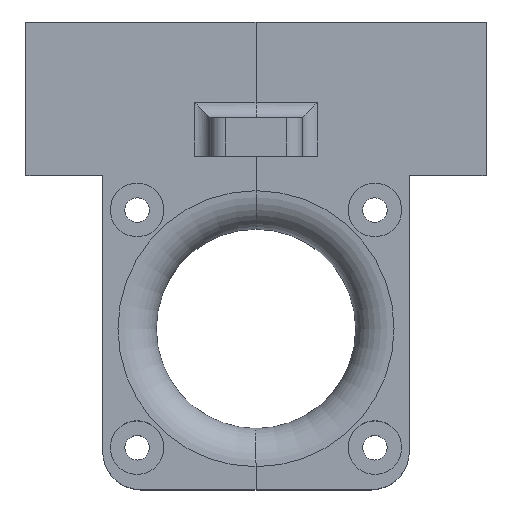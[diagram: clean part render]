
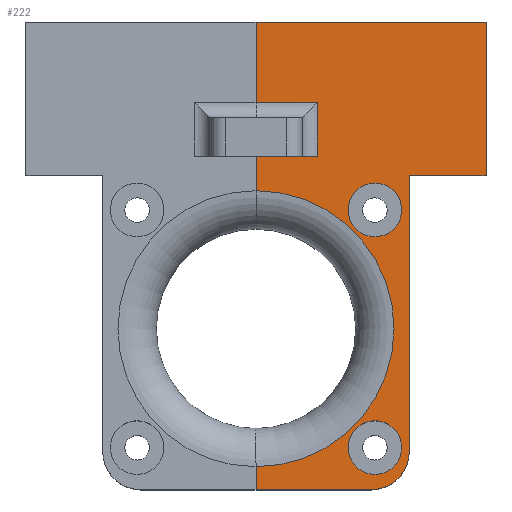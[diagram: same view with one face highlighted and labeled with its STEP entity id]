
A CAD part, top view. The second image highlights one B-rep face of the part: STEP entity #222.
In plain terms, the highlighted planar face has unit normal (0, 0, 1).
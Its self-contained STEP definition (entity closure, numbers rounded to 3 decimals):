
#83 = VERTEX_POINT('',#84);
#84 = CARTESIAN_POINT('',(0.,62.5,20.));
#90 = EDGE_CURVE('',#91,#83,#93,.T.);
#91 = VERTEX_POINT('',#92);
#92 = CARTESIAN_POINT('',(6.,62.5,20.));
#93 = LINE('',#94,#95);
#94 = CARTESIAN_POINT('',(6.,62.5,20.));
#95 = VECTOR('',#96,1.);
#96 = DIRECTION('',(-1.,0.,0.));
#98 = EDGE_CURVE('',#91,#99,#101,.T.);
#99 = VERTEX_POINT('',#100);
#100 = CARTESIAN_POINT('',(8.,62.5,20.));
#101 = LINE('',#102,#103);
#102 = CARTESIAN_POINT('',(9.782,62.5,20.));
#103 = VECTOR('',#104,1.);
#104 = DIRECTION('',(1.,0.,0.));
#178 = VERTEX_POINT('',#179);
#179 = CARTESIAN_POINT('',(8.,69.5,20.));
#188 = EDGE_CURVE('',#178,#99,#189,.T.);
#189 = LINE('',#190,#191);
#190 = CARTESIAN_POINT('',(8.,67.5,20.));
#191 = VECTOR('',#192,1.);
#192 = DIRECTION('',(0.,-1.,0.));
#222 = ADVANCED_FACE('',(#223,#316,#327),#338,.T.);
#223 = FACE_BOUND('',#224,.F.);
#224 = EDGE_LOOP('',(#225,#235,#243,#251,#259,#267,#276,#284,#292,#301,
    #307,#308,#309,#310));
#225 = ORIENTED_EDGE('',*,*,#226,.T.);
#226 = EDGE_CURVE('',#227,#229,#231,.T.);
#227 = VERTEX_POINT('',#228);
#228 = CARTESIAN_POINT('',(0.,69.5,20.));
#229 = VERTEX_POINT('',#230);
#230 = CARTESIAN_POINT('',(0.,80.,20.));
#231 = LINE('',#232,#233);
#232 = CARTESIAN_POINT('',(0.,53.,20.));
#233 = VECTOR('',#234,1.);
#234 = DIRECTION('',(0.,1.,0.));
#235 = ORIENTED_EDGE('',*,*,#236,.T.);
#236 = EDGE_CURVE('',#229,#237,#239,.T.);
#237 = VERTEX_POINT('',#238);
#238 = CARTESIAN_POINT('',(30.,80.,20.));
#239 = LINE('',#240,#241);
#240 = CARTESIAN_POINT('',(0.,80.,20.));
#241 = VECTOR('',#242,1.);
#242 = DIRECTION('',(1.,0.,0.));
#243 = ORIENTED_EDGE('',*,*,#244,.T.);
#244 = EDGE_CURVE('',#237,#245,#247,.T.);
#245 = VERTEX_POINT('',#246);
#246 = CARTESIAN_POINT('',(30.,60.,20.));
#247 = LINE('',#248,#249);
#248 = CARTESIAN_POINT('',(30.,80.,20.));
#249 = VECTOR('',#250,1.);
#250 = DIRECTION('',(-0.,-1.,-0.));
#251 = ORIENTED_EDGE('',*,*,#252,.T.);
#252 = EDGE_CURVE('',#245,#253,#255,.T.);
#253 = VERTEX_POINT('',#254);
#254 = CARTESIAN_POINT('',(20.,60.,20.));
#255 = LINE('',#256,#257);
#256 = CARTESIAN_POINT('',(30.,60.,20.));
#257 = VECTOR('',#258,1.);
#258 = DIRECTION('',(-1.,-0.,-0.));
#259 = ORIENTED_EDGE('',*,*,#260,.T.);
#260 = EDGE_CURVE('',#253,#261,#263,.T.);
#261 = VERTEX_POINT('',#262);
#262 = CARTESIAN_POINT('',(20.,24.,20.));
#263 = LINE('',#264,#265);
#264 = CARTESIAN_POINT('',(20.,60.,20.));
#265 = VECTOR('',#266,1.);
#266 = DIRECTION('',(-0.,-1.,-0.));
#267 = ORIENTED_EDGE('',*,*,#268,.T.);
#268 = EDGE_CURVE('',#261,#269,#271,.T.);
#269 = VERTEX_POINT('',#270);
#270 = CARTESIAN_POINT('',(15.,19.,20.));
#271 = CIRCLE('',#272,5.);
#272 = AXIS2_PLACEMENT_3D('',#273,#274,#275);
#273 = CARTESIAN_POINT('',(15.,24.,20.));
#274 = DIRECTION('',(-0.,-0.,-1.));
#275 = DIRECTION('',(0.,-1.,0.));
#276 = ORIENTED_EDGE('',*,*,#277,.T.);
#277 = EDGE_CURVE('',#269,#278,#280,.T.);
#278 = VERTEX_POINT('',#279);
#279 = CARTESIAN_POINT('',(0.,19.,20.));
#280 = LINE('',#281,#282);
#281 = CARTESIAN_POINT('',(20.,19.,20.));
#282 = VECTOR('',#283,1.);
#283 = DIRECTION('',(-1.,-0.,-0.));
#284 = ORIENTED_EDGE('',*,*,#285,.T.);
#285 = EDGE_CURVE('',#278,#286,#288,.T.);
#286 = VERTEX_POINT('',#287);
#287 = CARTESIAN_POINT('',(0.,22.,20.));
#288 = LINE('',#289,#290);
#289 = CARTESIAN_POINT('',(0.,19.,20.));
#290 = VECTOR('',#291,1.);
#291 = DIRECTION('',(0.,1.,0.));
#292 = ORIENTED_EDGE('',*,*,#293,.T.);
#293 = EDGE_CURVE('',#286,#294,#296,.T.);
#294 = VERTEX_POINT('',#295);
#295 = CARTESIAN_POINT('',(0.,58.,20.));
#296 = CIRCLE('',#297,18.);
#297 = AXIS2_PLACEMENT_3D('',#298,#299,#300);
#298 = CARTESIAN_POINT('',(0.,40.,20.));
#299 = DIRECTION('',(-0.,0.,1.));
#300 = DIRECTION('',(0.,-1.,0.));
#301 = ORIENTED_EDGE('',*,*,#302,.T.);
#302 = EDGE_CURVE('',#294,#83,#303,.T.);
#303 = LINE('',#304,#305);
#304 = CARTESIAN_POINT('',(0.,53.,20.));
#305 = VECTOR('',#306,1.);
#306 = DIRECTION('',(0.,1.,0.));
#307 = ORIENTED_EDGE('',*,*,#90,.F.);
#308 = ORIENTED_EDGE('',*,*,#98,.T.);
#309 = ORIENTED_EDGE('',*,*,#188,.F.);
#310 = ORIENTED_EDGE('',*,*,#311,.F.);
#311 = EDGE_CURVE('',#227,#178,#312,.T.);
#312 = LINE('',#313,#314);
#313 = CARTESIAN_POINT('',(0.,69.5,20.));
#314 = VECTOR('',#315,1.);
#315 = DIRECTION('',(1.,0.,0.));
#316 = FACE_BOUND('',#317,.F.);
#317 = EDGE_LOOP('',(#318));
#318 = ORIENTED_EDGE('',*,*,#319,.T.);
#319 = EDGE_CURVE('',#320,#320,#322,.T.);
#320 = VERTEX_POINT('',#321);
#321 = CARTESIAN_POINT('',(19.,24.5,20.));
#322 = CIRCLE('',#323,3.5);
#323 = AXIS2_PLACEMENT_3D('',#324,#325,#326);
#324 = CARTESIAN_POINT('',(15.5,24.5,20.));
#325 = DIRECTION('',(0.,0.,1.));
#326 = DIRECTION('',(1.,0.,0.));
#327 = FACE_BOUND('',#328,.F.);
#328 = EDGE_LOOP('',(#329));
#329 = ORIENTED_EDGE('',*,*,#330,.T.);
#330 = EDGE_CURVE('',#331,#331,#333,.T.);
#331 = VERTEX_POINT('',#332);
#332 = CARTESIAN_POINT('',(19.,55.5,20.));
#333 = CIRCLE('',#334,3.5);
#334 = AXIS2_PLACEMENT_3D('',#335,#336,#337);
#335 = CARTESIAN_POINT('',(15.5,55.5,20.));
#336 = DIRECTION('',(0.,0.,1.));
#337 = DIRECTION('',(1.,0.,0.));
#338 = PLANE('',#339);
#339 = AXIS2_PLACEMENT_3D('',#340,#341,#342);
#340 = CARTESIAN_POINT('',(13.564,50.107,20.));
#341 = DIRECTION('',(0.,0.,1.));
#342 = DIRECTION('',(1.,0.,0.));
